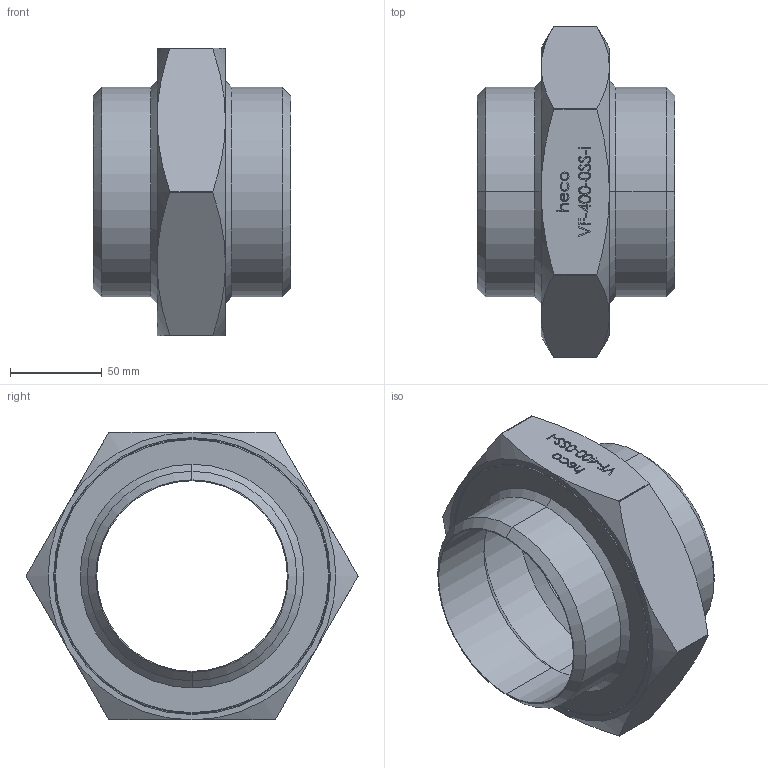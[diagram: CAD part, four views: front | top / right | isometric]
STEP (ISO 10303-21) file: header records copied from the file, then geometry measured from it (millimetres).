
FILE_DESCRIPTION (( 'STEP AP214' ), '1' );
FILE_NAME ('heco_VF-400-0SS-I.STEP', '2016-09-19T13:25:23', ( '' ), ( '' ), 'SwSTEP 2.0', 'SolidWorks 2016', '' );
FILE_SCHEMA (( 'AUTOMOTIVE_DESIGN' ));
Length unit declared in the file: millimetre
Products named in the file (1): heco_VF-400-0SS-I
Bounding box: 108 x 181.13 x 157.1 mm (x, y, z)
Volume: 535948.3 mm3; surface area: 104298 mm2
Topology: 1 solids, 1 shells, 246 faces, 619 edges, 402 vertices
Faces by surface type: plane 98, bspline 92, cone 28, cylinder 26, torus 2
Entity records: 14304 total; most frequent: CARTESIAN_POINT 7192, ORIENTED_EDGE 1238, DIRECTION 755, EDGE_CURVE 619, VERTEX_POINT 402, VECTOR 329, LINE 329, EDGE_LOOP 275
